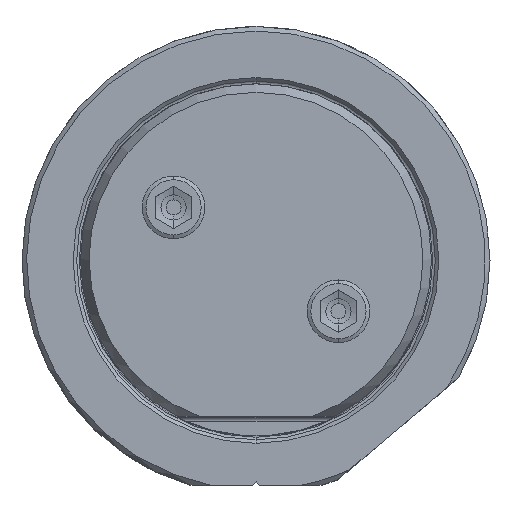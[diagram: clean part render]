
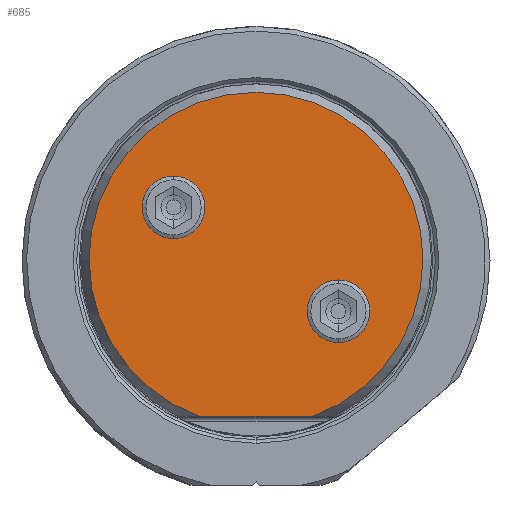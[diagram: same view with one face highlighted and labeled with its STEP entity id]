
A CAD part, top view. The second image highlights one B-rep face of the part: STEP entity #685.
In plain terms, the highlighted planar face has unit normal (0, 0, 1).
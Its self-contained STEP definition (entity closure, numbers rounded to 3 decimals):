
#220=PLANE('',#6165);
#685=ADVANCED_FACE('',(#1006,#1007,#1008),#220,.T.);
#1006=FACE_BOUND('',#1154,.T.);
#1007=FACE_BOUND('',#1155,.T.);
#1008=FACE_BOUND('',#1156,.T.);
#1154=EDGE_LOOP('',(#3132,#3133,#3134));
#1155=EDGE_LOOP('',(#3135,#3136));
#1156=EDGE_LOOP('',(#3137,#3138));
#1469=CIRCLE('',#6155,18.122);
#1470=CIRCLE('',#6156,18.122);
#1471=CIRCLE('',#6161,3.4);
#1472=CIRCLE('',#6162,3.4);
#1473=CIRCLE('',#6163,3.4);
#1474=CIRCLE('',#6164,3.4);
#1842=LINE('',#13342,#2164);
#2164=VECTOR('',#7253,1.);
#3132=ORIENTED_EDGE('',*,*,#5096,.T.);
#3133=ORIENTED_EDGE('',*,*,#5099,.T.);
#3134=ORIENTED_EDGE('',*,*,#5097,.T.);
#3135=ORIENTED_EDGE('',*,*,#5102,.T.);
#3136=ORIENTED_EDGE('',*,*,#5103,.T.);
#3137=ORIENTED_EDGE('',*,*,#5104,.T.);
#3138=ORIENTED_EDGE('',*,*,#5105,.T.);
#4396=VERTEX_POINT('',#13332);
#4397=VERTEX_POINT('',#13334);
#4398=VERTEX_POINT('',#13336);
#4399=VERTEX_POINT('',#13349);
#4400=VERTEX_POINT('',#13350);
#4401=VERTEX_POINT('',#13353);
#4402=VERTEX_POINT('',#13354);
#5096=EDGE_CURVE('',#4397,#4396,#1469,.T.);
#5097=EDGE_CURVE('',#4398,#4397,#1470,.T.);
#5099=EDGE_CURVE('',#4396,#4398,#1842,.T.);
#5102=EDGE_CURVE('',#4399,#4400,#1471,.T.);
#5103=EDGE_CURVE('',#4400,#4399,#1472,.T.);
#5104=EDGE_CURVE('',#4401,#4402,#1473,.T.);
#5105=EDGE_CURVE('',#4402,#4401,#1474,.T.);
#6155=AXIS2_PLACEMENT_3D('',#13333,#7247,#7248);
#6156=AXIS2_PLACEMENT_3D('',#13335,#7249,#7250);
#6161=AXIS2_PLACEMENT_3D('',#13348,#7262,#7263);
#6162=AXIS2_PLACEMENT_3D('',#13351,#7264,#7265);
#6163=AXIS2_PLACEMENT_3D('',#13352,#7266,#7267);
#6164=AXIS2_PLACEMENT_3D('',#13355,#7268,#7269);
#6165=AXIS2_PLACEMENT_3D('',#13356,#7270,#7271);
#7247=DIRECTION('',(0.,0.,1.));
#7248=DIRECTION('',(0.,1.,0.));
#7249=DIRECTION('',(0.,0.,1.));
#7250=DIRECTION('',(0.339,-0.941,0.));
#7253=DIRECTION('',(1.,0.,0.));
#7262=DIRECTION('',(0.,0.,-1.));
#7263=DIRECTION('',(1.,0.,0.));
#7264=DIRECTION('',(0.,0.,-1.));
#7265=DIRECTION('',(-1.,0.,0.));
#7266=DIRECTION('',(0.,0.,-1.));
#7267=DIRECTION('',(1.,0.,0.));
#7268=DIRECTION('',(0.,0.,-1.));
#7269=DIRECTION('',(-1.,0.,0.));
#7270=DIRECTION('',(0.,0.,1.));
#7271=DIRECTION('',(1.,0.,0.));
#13332=CARTESIAN_POINT('',(-6.141,-17.05,69.85));
#13333=CARTESIAN_POINT('',(0.,0.,69.85));
#13334=CARTESIAN_POINT('',(0.,18.122,69.85));
#13335=CARTESIAN_POINT('',(0.,0.,69.85));
#13336=CARTESIAN_POINT('',(6.141,-17.05,69.85));
#13342=CARTESIAN_POINT('',(-6.141,-17.05,69.85));
#13348=CARTESIAN_POINT('',(8.95,-5.639,69.85));
#13349=CARTESIAN_POINT('',(12.35,-5.639,69.85));
#13350=CARTESIAN_POINT('',(5.55,-5.639,69.85));
#13351=CARTESIAN_POINT('',(8.95,-5.639,69.85));
#13352=CARTESIAN_POINT('',(-8.95,5.639,69.85));
#13353=CARTESIAN_POINT('',(-5.55,5.639,69.85));
#13354=CARTESIAN_POINT('',(-12.35,5.639,69.85));
#13355=CARTESIAN_POINT('',(-8.95,5.639,69.85));
#13356=CARTESIAN_POINT('',(0.,0.537,69.85));
